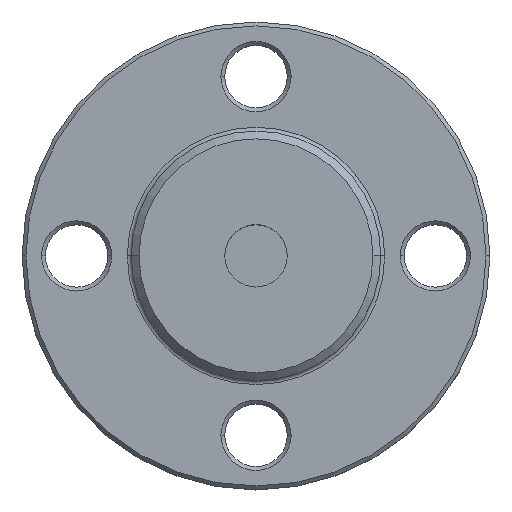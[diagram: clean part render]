
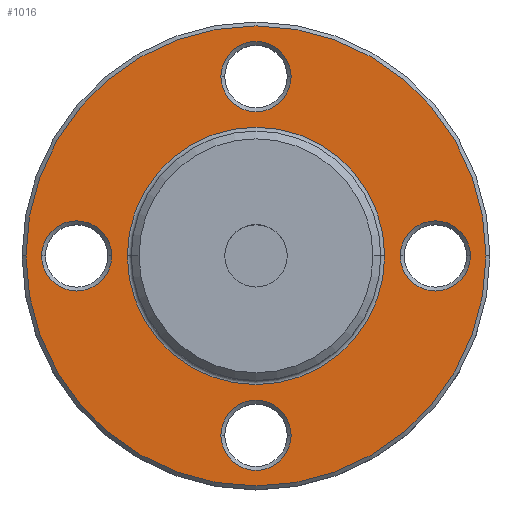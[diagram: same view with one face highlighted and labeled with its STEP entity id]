
A CAD part, top view. The second image highlights one B-rep face of the part: STEP entity #1016.
In plain terms, the highlighted planar face has unit normal (0, 0, 1).
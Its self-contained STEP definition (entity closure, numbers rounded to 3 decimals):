
#5 = DIRECTION ( 'NONE',  ( 1., 0., 0. ) ) ;
#16 = AXIS2_PLACEMENT_3D ( 'NONE', #764, #874, #1310 ) ;
#29 = CARTESIAN_POINT ( 'NONE',  ( -23., 0., 30. ) ) ;
#40 = DIRECTION ( 'NONE',  ( 0., 0., 1. ) ) ;
#43 = ORIENTED_EDGE ( 'NONE', *, *, #912, .T. ) ;
#54 = DIRECTION ( 'NONE',  ( 1., 0., 0. ) ) ;
#75 = AXIS2_PLACEMENT_3D ( 'NONE', #341, #976, #445 ) ;
#109 = EDGE_CURVE ( 'NONE', #288, #589, #686, .T. ) ;
#121 = DIRECTION ( 'NONE',  ( 0., 0., 1. ) ) ;
#136 = DIRECTION ( 'NONE',  ( 0., 0., -1. ) ) ;
#150 = DIRECTION ( 'NONE',  ( 1., 0., 0. ) ) ;
#175 = CARTESIAN_POINT ( 'NONE',  ( -18.5, 0., 30. ) ) ;
#179 = CARTESIAN_POINT ( 'NONE',  ( 0., -23., 30. ) ) ;
#183 = PLANE ( 'NONE',  #1274 ) ;
#185 = CARTESIAN_POINT ( 'NONE',  ( 0., 23., 30. ) ) ;
#187 = FACE_BOUND ( 'NONE', #1267, .T. ) ;
#212 = VERTEX_POINT ( 'NONE', #472 ) ;
#221 = AXIS2_PLACEMENT_3D ( 'NONE', #789, #1328, #1126 ) ;
#230 = CARTESIAN_POINT ( 'NONE',  ( 0., 23., 30. ) ) ;
#232 = DIRECTION ( 'NONE',  ( 0., 0., -1. ) ) ;
#261 = VERTEX_POINT ( 'NONE', #175 ) ;
#288 = VERTEX_POINT ( 'NONE', #515 ) ;
#294 = EDGE_CURVE ( 'NONE', #212, #741, #570, .T. ) ;
#305 = ORIENTED_EDGE ( 'NONE', *, *, #546, .T. ) ;
#316 = VERTEX_POINT ( 'NONE', #1050 ) ;
#321 = CARTESIAN_POINT ( 'NONE',  ( 0., 0., 30. ) ) ;
#329 = DIRECTION ( 'NONE',  ( 1., 0., 0. ) ) ;
#339 = CARTESIAN_POINT ( 'NONE',  ( 0., -23., 30. ) ) ;
#341 = CARTESIAN_POINT ( 'NONE',  ( -23., 0., 30. ) ) ;
#346 = CIRCLE ( 'NONE', #75, 4.5 ) ;
#354 = CARTESIAN_POINT ( 'NONE',  ( 18.5, 0., 30. ) ) ;
#360 = CIRCLE ( 'NONE', #1137, 4.5 ) ;
#366 = ORIENTED_EDGE ( 'NONE', *, *, #904, .T. ) ;
#403 = CARTESIAN_POINT ( 'NONE',  ( 0., 0., 30. ) ) ;
#418 = FACE_BOUND ( 'NONE', #637, .T. ) ;
#445 = DIRECTION ( 'NONE',  ( 1., 0., 0. ) ) ;
#450 = EDGE_CURVE ( 'NONE', #1338, #1006, #1300, .T. ) ;
#451 = CIRCLE ( 'NONE', #462, 29.5 ) ;
#462 = AXIS2_PLACEMENT_3D ( 'NONE', #784, #40, #54 ) ;
#472 = CARTESIAN_POINT ( 'NONE',  ( 16.5, 0., 30. ) ) ;
#473 = EDGE_CURVE ( 'NONE', #261, #801, #360, .T. ) ;
#477 = FACE_OUTER_BOUND ( 'NONE', #1022, .T. ) ;
#481 = EDGE_CURVE ( 'NONE', #801, #261, #346, .T. ) ;
#495 = FACE_BOUND ( 'NONE', #766, .T. ) ;
#515 = CARTESIAN_POINT ( 'NONE',  ( 27.5, 0., 30. ) ) ;
#519 = DIRECTION ( 'NONE',  ( 0., 0., -1. ) ) ;
#527 = EDGE_LOOP ( 'NONE', ( #1339, #1115 ) ) ;
#539 = DIRECTION ( 'NONE',  ( 0., 0., -1. ) ) ;
#546 = EDGE_CURVE ( 'NONE', #1006, #1338, #451, .T. ) ;
#553 = DIRECTION ( 'NONE',  ( 1., 0., 0. ) ) ;
#560 = EDGE_LOOP ( 'NONE', ( #43, #1004 ) ) ;
#570 = CIRCLE ( 'NONE', #1254, 16.5 ) ;
#571 = CARTESIAN_POINT ( 'NONE',  ( 23., 0., 30. ) ) ;
#582 = AXIS2_PLACEMENT_3D ( 'NONE', #571, #136, #1095 ) ;
#589 = VERTEX_POINT ( 'NONE', #354 ) ;
#613 = DIRECTION ( 'NONE',  ( 1., 0., 0. ) ) ;
#614 = CIRCLE ( 'NONE', #1290, 4.5 ) ;
#635 = ORIENTED_EDGE ( 'NONE', *, *, #450, .T. ) ;
#637 = EDGE_LOOP ( 'NONE', ( #1133, #901 ) ) ;
#639 = VERTEX_POINT ( 'NONE', #729 ) ;
#660 = DIRECTION ( 'NONE',  ( 1., 0., 0. ) ) ;
#686 = CIRCLE ( 'NONE', #221, 4.5 ) ;
#698 = FACE_BOUND ( 'NONE', #527, .T. ) ;
#711 = CARTESIAN_POINT ( 'NONE',  ( 0., 0., 30. ) ) ;
#713 = DIRECTION ( 'NONE',  ( 1., 0., 0. ) ) ;
#715 = CARTESIAN_POINT ( 'NONE',  ( -4.5, 23., 30. ) ) ;
#729 = CARTESIAN_POINT ( 'NONE',  ( -4.5, -23., 30. ) ) ;
#741 = VERTEX_POINT ( 'NONE', #1269 ) ;
#764 = CARTESIAN_POINT ( 'NONE',  ( 0., 0., 30. ) ) ;
#766 = EDGE_LOOP ( 'NONE', ( #975, #366 ) ) ;
#769 = EDGE_CURVE ( 'NONE', #741, #212, #1130, .T. ) ;
#774 = DIRECTION ( 'NONE',  ( 0., 0., -1. ) ) ;
#784 = CARTESIAN_POINT ( 'NONE',  ( 0., 0., 30. ) ) ;
#789 = CARTESIAN_POINT ( 'NONE',  ( 23., 0., 30. ) ) ;
#795 = CIRCLE ( 'NONE', #914, 4.5 ) ;
#796 = AXIS2_PLACEMENT_3D ( 'NONE', #339, #774, #660 ) ;
#801 = VERTEX_POINT ( 'NONE', #1066 ) ;
#823 = EDGE_CURVE ( 'NONE', #316, #1136, #849, .T. ) ;
#844 = CARTESIAN_POINT ( 'NONE',  ( 4.5, -23., 30. ) ) ;
#849 = CIRCLE ( 'NONE', #942, 4.5 ) ;
#874 = DIRECTION ( 'NONE',  ( 0., 0., 1. ) ) ;
#901 = ORIENTED_EDGE ( 'NONE', *, *, #769, .T. ) ;
#904 = EDGE_CURVE ( 'NONE', #589, #288, #1299, .T. ) ;
#912 = EDGE_CURVE ( 'NONE', #1308, #639, #916, .T. ) ;
#914 = AXIS2_PLACEMENT_3D ( 'NONE', #185, #519, #713 ) ;
#916 = CIRCLE ( 'NONE', #796, 4.5 ) ;
#917 = DIRECTION ( 'NONE',  ( 0., 0., -1. ) ) ;
#923 = ORIENTED_EDGE ( 'NONE', *, *, #823, .T. ) ;
#942 = AXIS2_PLACEMENT_3D ( 'NONE', #230, #971, #329 ) ;
#971 = DIRECTION ( 'NONE',  ( 0., 0., -1. ) ) ;
#975 = ORIENTED_EDGE ( 'NONE', *, *, #109, .T. ) ;
#976 = DIRECTION ( 'NONE',  ( 0., 0., -1. ) ) ;
#984 = FACE_BOUND ( 'NONE', #560, .T. ) ;
#1004 = ORIENTED_EDGE ( 'NONE', *, *, #1144, .T. ) ;
#1006 = VERTEX_POINT ( 'NONE', #1352 ) ;
#1016 = ADVANCED_FACE ( 'NONE', ( #418, #477, #984, #495, #698, #187 ), #183, .T. ) ;
#1022 = EDGE_LOOP ( 'NONE', ( #305, #635 ) ) ;
#1050 = CARTESIAN_POINT ( 'NONE',  ( 4.5, 23., 30. ) ) ;
#1066 = CARTESIAN_POINT ( 'NONE',  ( -27.5, 0., 30. ) ) ;
#1095 = DIRECTION ( 'NONE',  ( 1., 0., 0. ) ) ;
#1115 = ORIENTED_EDGE ( 'NONE', *, *, #481, .T. ) ;
#1126 = DIRECTION ( 'NONE',  ( 1., 0., 0. ) ) ;
#1130 = CIRCLE ( 'NONE', #1165, 16.5 ) ;
#1133 = ORIENTED_EDGE ( 'NONE', *, *, #294, .T. ) ;
#1136 = VERTEX_POINT ( 'NONE', #715 ) ;
#1137 = AXIS2_PLACEMENT_3D ( 'NONE', #29, #232, #150 ) ;
#1144 = EDGE_CURVE ( 'NONE', #639, #1308, #614, .T. ) ;
#1165 = AXIS2_PLACEMENT_3D ( 'NONE', #321, #539, #5 ) ;
#1247 = DIRECTION ( 'NONE',  ( 0., 0., -1. ) ) ;
#1254 = AXIS2_PLACEMENT_3D ( 'NONE', #403, #1247, #1265 ) ;
#1265 = DIRECTION ( 'NONE',  ( 1., 0., 0. ) ) ;
#1267 = EDGE_LOOP ( 'NONE', ( #923, #1357 ) ) ;
#1269 = CARTESIAN_POINT ( 'NONE',  ( -16.5, 0., 30. ) ) ;
#1274 = AXIS2_PLACEMENT_3D ( 'NONE', #711, #121, #553 ) ;
#1277 = CARTESIAN_POINT ( 'NONE',  ( 29.5, 0., 30. ) ) ;
#1290 = AXIS2_PLACEMENT_3D ( 'NONE', #179, #917, #613 ) ;
#1299 = CIRCLE ( 'NONE', #582, 4.5 ) ;
#1300 = CIRCLE ( 'NONE', #16, 29.5 ) ;
#1308 = VERTEX_POINT ( 'NONE', #844 ) ;
#1310 = DIRECTION ( 'NONE',  ( 1., 0., 0. ) ) ;
#1328 = DIRECTION ( 'NONE',  ( 0., 0., -1. ) ) ;
#1334 = EDGE_CURVE ( 'NONE', #1136, #316, #795, .T. ) ;
#1338 = VERTEX_POINT ( 'NONE', #1277 ) ;
#1339 = ORIENTED_EDGE ( 'NONE', *, *, #473, .T. ) ;
#1352 = CARTESIAN_POINT ( 'NONE',  ( -29.5, 0., 30. ) ) ;
#1357 = ORIENTED_EDGE ( 'NONE', *, *, #1334, .T. ) ;
